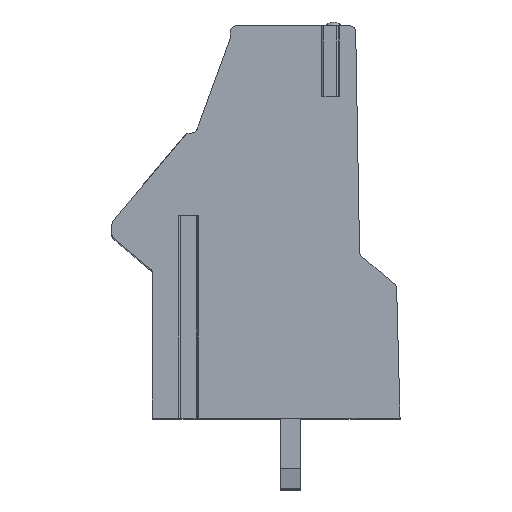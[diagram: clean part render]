
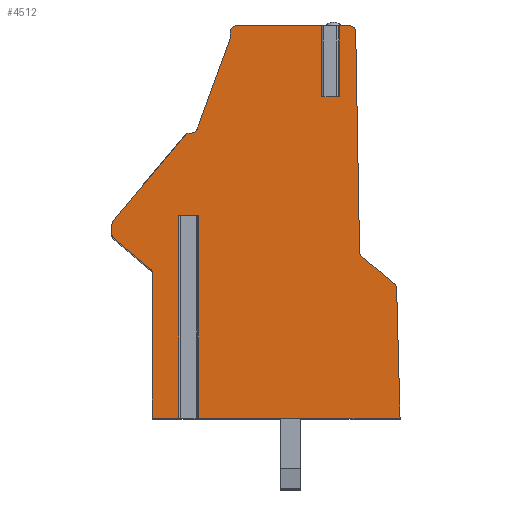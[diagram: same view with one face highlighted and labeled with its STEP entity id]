
A CAD part, top view. The second image highlights one B-rep face of the part: STEP entity #4512.
In plain terms, the highlighted planar face has unit normal (0, 0, 1).
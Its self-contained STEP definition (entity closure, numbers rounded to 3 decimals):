
#13=DIRECTION('',(-1.,0.,0.));
#14=VECTOR('',#13,0.55);
#15=CARTESIAN_POINT('',(3.708,6.127,33.02));
#16=LINE('',#15,#14);
#17=DIRECTION('',(0.,-1.,0.));
#18=VECTOR('',#17,3.5);
#19=CARTESIAN_POINT('',(3.708,9.627,33.02));
#20=LINE('',#19,#18);
#21=DIRECTION('',(-1.,0.,0.));
#22=VECTOR('',#21,0.682);
#23=CARTESIAN_POINT('',(4.39,9.627,33.02));
#24=LINE('',#23,#22);
#25=CARTESIAN_POINT('',(4.39,9.327,33.02));
#26=DIRECTION('',(0.,0.,1.));
#27=DIRECTION('',(1.,0.017,0.));
#28=AXIS2_PLACEMENT_3D('',#25,#26,#27);
#30=DIRECTION('',(-0.017,1.,0.));
#31=VECTOR('',#30,10.885);
#32=CARTESIAN_POINT('',(4.88,-1.552,33.02));
#33=LINE('',#32,#31);
#34=CARTESIAN_POINT('',(5.18,-1.546,33.02));
#35=DIRECTION('',(0.,0.,-1.));
#36=DIRECTION('',(-0.643,-0.766,0.));
#37=AXIS2_PLACEMENT_3D('',#34,#35,#36);
#39=DIRECTION('',(-0.766,0.643,0.));
#40=VECTOR('',#39,2.116);
#41=CARTESIAN_POINT('',(6.608,-3.137,33.02));
#42=LINE('',#41,#40);
#43=CARTESIAN_POINT('',(6.415,-3.366,33.02));
#44=DIRECTION('',(0.,0.,1.));
#45=DIRECTION('',(1.,0.029,0.));
#46=AXIS2_PLACEMENT_3D('',#43,#44,#45);
#48=DIRECTION('',(-0.026,1.,0.));
#49=VECTOR('',#48,6.418);
#50=CARTESIAN_POINT('',(6.883,-9.773,33.02));
#51=LINE('',#50,#49);
#52=DIRECTION('',(1.,0.,0.));
#53=VECTOR('',#52,9.952);
#54=CARTESIAN_POINT('',(-3.069,-9.773,33.02));
#55=LINE('',#54,#53);
#56=DIRECTION('',(0.,-1.,0.));
#57=VECTOR('',#56,10.);
#58=CARTESIAN_POINT('',(-3.069,0.227,33.02));
#59=LINE('',#58,#57);
#60=DIRECTION('',(-1.,0.,0.));
#61=VECTOR('',#60,0.996);
#62=CARTESIAN_POINT('',(-3.069,0.227,33.02));
#63=LINE('',#62,#61);
#64=DIRECTION('',(0.,-1.,0.));
#65=VECTOR('',#64,10.);
#66=CARTESIAN_POINT('',(-4.065,0.227,33.02));
#67=LINE('',#66,#65);
#68=DIRECTION('',(1.,0.,0.));
#69=VECTOR('',#68,1.302);
#70=CARTESIAN_POINT('',(-5.367,-9.773,33.02));
#71=LINE('',#70,#69);
#72=DIRECTION('',(0.,-1.,0.));
#73=VECTOR('',#72,7.198);
#74=CARTESIAN_POINT('',(-5.367,-2.576,33.02));
#75=LINE('',#74,#73);
#76=CARTESIAN_POINT('',(-5.567,-2.576,33.02));
#77=DIRECTION('',(0.,0.,-1.));
#78=DIRECTION('',(0.643,0.766,0.));
#79=AXIS2_PLACEMENT_3D('',#76,#77,#78);
#81=DIRECTION('',(0.766,-0.643,0.));
#82=VECTOR('',#81,2.424);
#83=CARTESIAN_POINT('',(-7.295,-0.864,33.02));
#84=LINE('',#83,#82);
#85=CARTESIAN_POINT('',(-7.167,-0.711,33.02));
#86=DIRECTION('',(0.,0.,1.));
#87=DIRECTION('',(-1.,0.,0.));
#88=AXIS2_PLACEMENT_3D('',#85,#86,#87);
#90=DIRECTION('',(0.,-1.,0.));
#91=VECTOR('',#90,0.52);
#92=CARTESIAN_POINT('',(-7.367,-0.191,33.02));
#93=LINE('',#92,#91);
#94=CARTESIAN_POINT('',(-7.067,-0.191,33.02));
#95=DIRECTION('',(0.,0.,1.));
#96=DIRECTION('',(-0.766,0.643,0.));
#97=AXIS2_PLACEMENT_3D('',#94,#95,#96);
#99=DIRECTION('',(-0.643,-0.766,0.));
#100=VECTOR('',#99,5.645);
#101=CARTESIAN_POINT('',(-3.668,4.327,33.02));
#102=LINE('',#101,#100);
#103=DIRECTION('',(-1.,0.,0.));
#104=VECTOR('',#103,0.236);
#105=CARTESIAN_POINT('',(-3.432,4.327,33.02));
#106=LINE('',#105,#104);
#107=CARTESIAN_POINT('',(-3.432,4.627,33.02));
#108=DIRECTION('',(0.,0.,-1.));
#109=DIRECTION('',(0.94,-0.342,0.));
#110=AXIS2_PLACEMENT_3D('',#107,#108,#109);
#112=DIRECTION('',(-0.342,-0.94,0.));
#113=VECTOR('',#112,4.782);
#114=CARTESIAN_POINT('',(-1.515,9.018,33.02));
#115=LINE('',#114,#113);
#116=DIRECTION('',(0.,-1.,0.));
#117=VECTOR('',#116,0.309);
#118=CARTESIAN_POINT('',(-1.515,9.327,33.02));
#119=LINE('',#118,#117);
#120=CARTESIAN_POINT('',(-1.215,9.327,33.02));
#121=DIRECTION('',(0.,0.,1.));
#122=DIRECTION('',(0.,1.,0.));
#123=AXIS2_PLACEMENT_3D('',#120,#121,#122);
#125=DIRECTION('',(-1.,0.,0.));
#126=VECTOR('',#125,4.373);
#127=CARTESIAN_POINT('',(3.158,9.627,33.02));
#128=LINE('',#127,#126);
#129=DIRECTION('',(0.,-1.,0.));
#130=VECTOR('',#129,3.5);
#131=CARTESIAN_POINT('',(3.158,9.627,33.02));
#132=LINE('',#131,#130);
#3495=CARTESIAN_POINT('',(6.883,-9.773,33.02));
#3496=CARTESIAN_POINT('',(6.715,-3.358,33.02));
#3497=VERTEX_POINT('',#3495);
#3498=VERTEX_POINT('',#3496);
#3499=CARTESIAN_POINT('',(6.608,-3.137,33.02));
#3500=VERTEX_POINT('',#3499);
#3501=CARTESIAN_POINT('',(4.987,-1.776,33.02));
#3502=VERTEX_POINT('',#3501);
#3503=CARTESIAN_POINT('',(4.88,-1.552,33.02));
#3504=VERTEX_POINT('',#3503);
#3505=CARTESIAN_POINT('',(4.69,9.332,33.02));
#3506=VERTEX_POINT('',#3505);
#3507=CARTESIAN_POINT('',(4.39,9.627,33.02));
#3508=VERTEX_POINT('',#3507);
#3509=CARTESIAN_POINT('',(-1.215,9.627,33.02));
#3510=CARTESIAN_POINT('',(-1.515,9.327,33.02));
#3511=VERTEX_POINT('',#3509);
#3512=VERTEX_POINT('',#3510);
#3513=CARTESIAN_POINT('',(-1.515,9.018,33.02));
#3514=VERTEX_POINT('',#3513);
#3515=CARTESIAN_POINT('',(-3.15,4.524,33.02));
#3516=VERTEX_POINT('',#3515);
#3517=CARTESIAN_POINT('',(-3.432,4.327,33.02));
#3518=VERTEX_POINT('',#3517);
#3519=CARTESIAN_POINT('',(-3.668,4.327,33.02));
#3520=VERTEX_POINT('',#3519);
#3521=CARTESIAN_POINT('',(-7.297,0.002,33.02));
#3522=VERTEX_POINT('',#3521);
#3523=CARTESIAN_POINT('',(-7.367,-0.191,33.02));
#3524=VERTEX_POINT('',#3523);
#3525=CARTESIAN_POINT('',(-7.367,-0.711,33.02));
#3526=VERTEX_POINT('',#3525);
#3527=CARTESIAN_POINT('',(-7.295,-0.864,33.02));
#3528=VERTEX_POINT('',#3527);
#3529=CARTESIAN_POINT('',(-5.438,-2.422,33.02));
#3530=VERTEX_POINT('',#3529);
#3531=CARTESIAN_POINT('',(-5.367,-2.576,33.02));
#3532=VERTEX_POINT('',#3531);
#3533=CARTESIAN_POINT('',(-5.367,-9.773,33.02));
#3534=VERTEX_POINT('',#3533);
#3635=CARTESIAN_POINT('',(-3.069,0.227,33.02));
#3636=CARTESIAN_POINT('',(-4.065,0.227,33.02));
#3637=VERTEX_POINT('',#3635);
#3638=VERTEX_POINT('',#3636);
#3639=CARTESIAN_POINT('',(-3.069,-9.773,33.02));
#3640=VERTEX_POINT('',#3639);
#3641=CARTESIAN_POINT('',(-4.065,-9.773,33.02));
#3642=VERTEX_POINT('',#3641);
#3679=CARTESIAN_POINT('',(3.708,6.127,33.02));
#3680=CARTESIAN_POINT('',(3.158,6.127,33.02));
#3681=VERTEX_POINT('',#3679);
#3682=VERTEX_POINT('',#3680);
#3683=CARTESIAN_POINT('',(3.158,9.627,33.02));
#3684=VERTEX_POINT('',#3683);
#3685=CARTESIAN_POINT('',(3.708,9.627,33.02));
#3686=VERTEX_POINT('',#3685);
#4449=CARTESIAN_POINT('',(0.,0.,33.02));
#4450=DIRECTION('',(0.,0.,1.));
#4451=DIRECTION('',(1.,0.,0.));
#4452=AXIS2_PLACEMENT_3D('',#4449,#4450,#4451);
#4453=PLANE('',#4452);
#4455=ORIENTED_EDGE('',*,*,#4454,.F.);
#4457=ORIENTED_EDGE('',*,*,#4456,.F.);
#4459=ORIENTED_EDGE('',*,*,#4458,.F.);
#4461=ORIENTED_EDGE('',*,*,#4460,.F.);
#4463=ORIENTED_EDGE('',*,*,#4462,.F.);
#4465=ORIENTED_EDGE('',*,*,#4464,.F.);
#4467=ORIENTED_EDGE('',*,*,#4466,.F.);
#4469=ORIENTED_EDGE('',*,*,#4468,.F.);
#4471=ORIENTED_EDGE('',*,*,#4470,.F.);
#4473=ORIENTED_EDGE('',*,*,#4472,.F.);
#4475=ORIENTED_EDGE('',*,*,#4474,.F.);
#4477=ORIENTED_EDGE('',*,*,#4476,.T.);
#4479=ORIENTED_EDGE('',*,*,#4478,.T.);
#4481=ORIENTED_EDGE('',*,*,#4480,.F.);
#4483=ORIENTED_EDGE('',*,*,#4482,.F.);
#4485=ORIENTED_EDGE('',*,*,#4484,.F.);
#4487=ORIENTED_EDGE('',*,*,#4486,.F.);
#4489=ORIENTED_EDGE('',*,*,#4488,.F.);
#4491=ORIENTED_EDGE('',*,*,#4490,.F.);
#4493=ORIENTED_EDGE('',*,*,#4492,.F.);
#4495=ORIENTED_EDGE('',*,*,#4494,.F.);
#4497=ORIENTED_EDGE('',*,*,#4496,.F.);
#4499=ORIENTED_EDGE('',*,*,#4498,.F.);
#4501=ORIENTED_EDGE('',*,*,#4500,.F.);
#4503=ORIENTED_EDGE('',*,*,#4502,.F.);
#4505=ORIENTED_EDGE('',*,*,#4504,.F.);
#4507=ORIENTED_EDGE('',*,*,#4506,.F.);
#4509=ORIENTED_EDGE('',*,*,#4508,.T.);
#4510=EDGE_LOOP('',(#4455,#4457,#4459,#4461,#4463,#4465,#4467,#4469,#4471,#4473,
#4475,#4477,#4479,#4481,#4483,#4485,#4487,#4489,#4491,#4493,#4495,#4497,#4499,
#4501,#4503,#4505,#4507,#4509));
#4511=FACE_OUTER_BOUND('',#4510,.F.);
#29=CIRCLE('',#28,0.3);
#38=CIRCLE('',#37,0.3);
#47=CIRCLE('',#46,0.3);
#80=CIRCLE('',#79,0.2);
#89=CIRCLE('',#88,0.2);
#98=CIRCLE('',#97,0.3);
#111=CIRCLE('',#110,0.3);
#124=CIRCLE('',#123,0.3);
#4454=EDGE_CURVE('',#3681,#3682,#16,.T.);
#4456=EDGE_CURVE('',#3686,#3681,#20,.T.);
#4458=EDGE_CURVE('',#3508,#3686,#24,.T.);
#4460=EDGE_CURVE('',#3506,#3508,#29,.T.);
#4462=EDGE_CURVE('',#3504,#3506,#33,.T.);
#4464=EDGE_CURVE('',#3502,#3504,#38,.T.);
#4466=EDGE_CURVE('',#3500,#3502,#42,.T.);
#4468=EDGE_CURVE('',#3498,#3500,#47,.T.);
#4470=EDGE_CURVE('',#3497,#3498,#51,.T.);
#4472=EDGE_CURVE('',#3640,#3497,#55,.T.);
#4474=EDGE_CURVE('',#3637,#3640,#59,.T.);
#4476=EDGE_CURVE('',#3637,#3638,#63,.T.);
#4478=EDGE_CURVE('',#3638,#3642,#67,.T.);
#4480=EDGE_CURVE('',#3534,#3642,#71,.T.);
#4482=EDGE_CURVE('',#3532,#3534,#75,.T.);
#4484=EDGE_CURVE('',#3530,#3532,#80,.T.);
#4486=EDGE_CURVE('',#3528,#3530,#84,.T.);
#4488=EDGE_CURVE('',#3526,#3528,#89,.T.);
#4490=EDGE_CURVE('',#3524,#3526,#93,.T.);
#4492=EDGE_CURVE('',#3522,#3524,#98,.T.);
#4494=EDGE_CURVE('',#3520,#3522,#102,.T.);
#4496=EDGE_CURVE('',#3518,#3520,#106,.T.);
#4498=EDGE_CURVE('',#3516,#3518,#111,.T.);
#4500=EDGE_CURVE('',#3514,#3516,#115,.T.);
#4502=EDGE_CURVE('',#3512,#3514,#119,.T.);
#4504=EDGE_CURVE('',#3511,#3512,#124,.T.);
#4506=EDGE_CURVE('',#3684,#3511,#128,.T.);
#4508=EDGE_CURVE('',#3684,#3682,#132,.T.);
#4512=ADVANCED_FACE('',(#4511),#4453,.T.);
